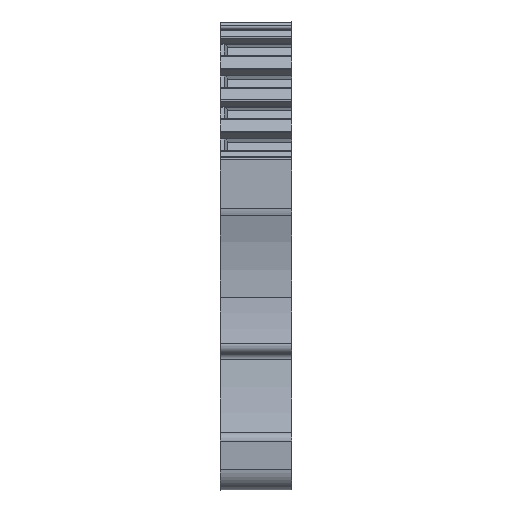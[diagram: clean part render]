
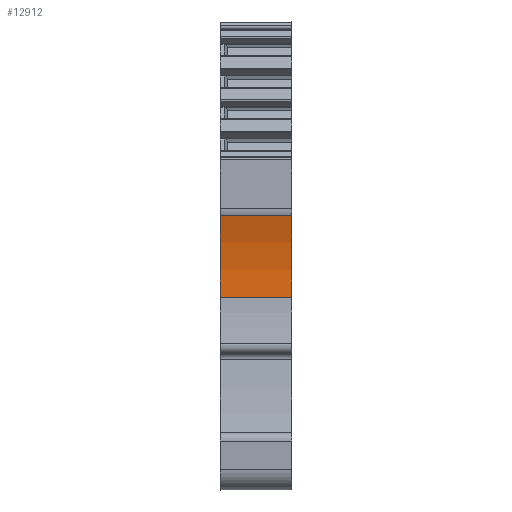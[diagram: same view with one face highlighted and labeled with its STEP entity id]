
A CAD part, front view. The second image highlights one B-rep face of the part: STEP entity #12912.
In plain terms, the highlighted cylindrical face has radius 20 mm (diameter 40 mm), a partial arc.
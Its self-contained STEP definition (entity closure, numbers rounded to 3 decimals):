
#2847=AXIS2_PLACEMENT_3D('Circle Axis2P3D',#2845,#2846,$) ;
#12892=AXIS2_PLACEMENT_3D('Cylinder Axis2P3D',#12889,#12890,#12891) ;
#12896=AXIS2_PLACEMENT_3D('Circle Axis2P3D',#12894,#12895,$) ;
#2842=CARTESIAN_POINT('Vertex',(0.,1.048,17.569)) ;
#2845=CARTESIAN_POINT('Axis2P3D Location',(0.,-18.911,18.843)) ;
#2849=CARTESIAN_POINT('Vertex',(0.,0.099,25.058)) ;
#12874=CARTESIAN_POINT('Vertex',(6.5,1.048,17.569)) ;
#12877=CARTESIAN_POINT('Line Origine',(3.25,1.048,17.569)) ;
#12889=CARTESIAN_POINT('Axis2P3D Location',(3.25,-18.911,18.843)) ;
#12894=CARTESIAN_POINT('Axis2P3D Location',(6.5,-18.911,18.843)) ;
#12898=CARTESIAN_POINT('Vertex',(6.5,0.099,25.058)) ;
#12901=CARTESIAN_POINT('Line Origine',(3.25,0.099,25.058)) ;
#2846=DIRECTION('Axis2P3D Direction',(-1.,0.,0.)) ;
#12878=DIRECTION('Vector Direction',(-1.,0.,0.)) ;
#12890=DIRECTION('Axis2P3D Direction',(-1.,0.,0.)) ;
#12891=DIRECTION('Axis2P3D XDirection',(0.,0.951,0.311)) ;
#12895=DIRECTION('Axis2P3D Direction',(-1.,0.,0.)) ;
#12902=DIRECTION('Vector Direction',(-1.,0.,0.)) ;
#12879=VECTOR('Line Direction',#12878,1.) ;
#12903=VECTOR('Line Direction',#12902,1.) ;
#12907=ORIENTED_EDGE('',*,*,#12881,.F.) ;
#12908=ORIENTED_EDGE('',*,*,#12900,.T.) ;
#12909=ORIENTED_EDGE('',*,*,#12905,.T.) ;
#12910=ORIENTED_EDGE('',*,*,#2851,.F.) ;
#12912=ADVANCED_FACE('KLTR_ZT4-2AN-1.1\\K\X2\00F6\X0\rper.16 ( *SOL4 - wsp TORSO KL.TR.KL. -  )',(#12911),#12893,.F.) ;
#2848=CIRCLE('generated circle',#2847,20.) ;
#12897=CIRCLE('generated circle',#12896,20.) ;
#12893=CYLINDRICAL_SURFACE('generated cylinder',#12892,20.) ;
#2851=EDGE_CURVE('',#2843,#2850,#2848,.F.) ;
#12881=EDGE_CURVE('',#12875,#2843,#12880,.T.) ;
#12900=EDGE_CURVE('',#12875,#12899,#12897,.F.) ;
#12905=EDGE_CURVE('',#12899,#2850,#12904,.T.) ;
#12906=EDGE_LOOP('',(#12907,#12908,#12909,#12910)) ;
#12911=FACE_OUTER_BOUND('',#12906,.T.) ;
#12880=LINE('Line',#12877,#12879) ;
#12904=LINE('Line',#12901,#12903) ;
#2843=VERTEX_POINT('',#2842) ;
#2850=VERTEX_POINT('',#2849) ;
#12875=VERTEX_POINT('',#12874) ;
#12899=VERTEX_POINT('',#12898) ;
